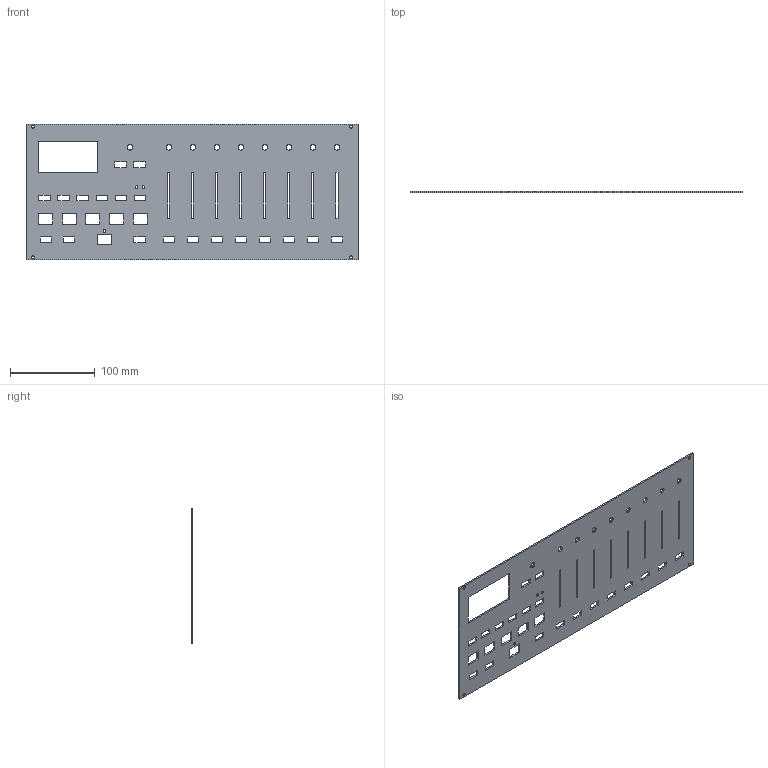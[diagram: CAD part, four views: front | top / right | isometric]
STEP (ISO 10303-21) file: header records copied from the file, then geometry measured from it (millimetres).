
FILE_DESCRIPTION(/* description */ (''),/* implementation_level */ '2;1');
FILE_NAME(/* name */ 'b5b2d4a7-7eca-42ee-a4c7-9ebcc1c29150.stp',/* time_stamp */ '2019-08-19T13:39:35+02:00',/* author */ ('carle.felx'),/* organization */ (''),/* preprocessor_version */ 'ST-DEVELOPER v18',/* originating_system */ 'Autodesk Translation Framework v8.2.0.1029',/* authorisation */ '');
FILE_SCHEMA (('AUTOMOTIVE_DESIGN { 1 0 10303 214 3 1 1 }'));
Length unit declared in the file: millimetre
Products named in the file (1): Controller_Panel
Bounding box: 391.16 x 2 x 160 mm (x, y, z)
Volume: 111178.6 mm3; surface area: 118364.9 mm2
Topology: 1 solids, 1 shells, 158 faces, 468 edges, 312 vertices
Faces by surface type: plane 142, cylinder 16
Full cylindrical faces by diameter (mm): 3 x3, 3.5 x4, 6.5 x9
Entity records: 5452 total; most frequent: CARTESIAN_POINT 939, ORIENTED_EDGE 936, DIRECTION 818, EDGE_CURVE 468, LINE 436, VECTOR 436, VERTEX_POINT 312, EDGE_LOOP 258
